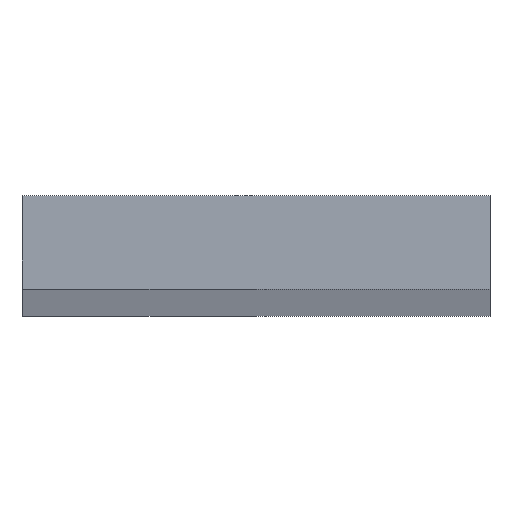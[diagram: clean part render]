
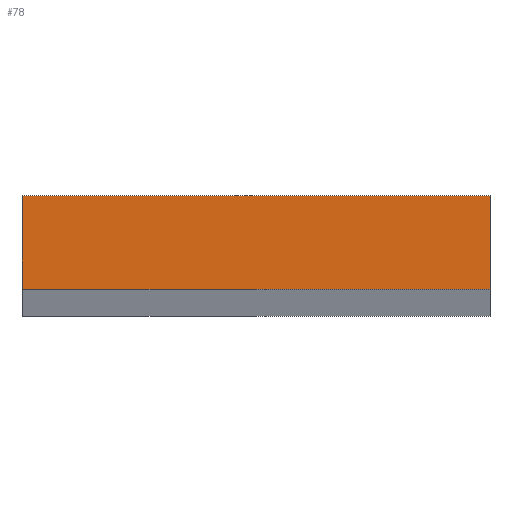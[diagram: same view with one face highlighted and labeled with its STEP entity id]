
A CAD part, top view. The second image highlights one B-rep face of the part: STEP entity #78.
In plain terms, the highlighted planar face has unit normal (0, 0, 1).
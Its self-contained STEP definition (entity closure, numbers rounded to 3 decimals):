
#15 = VECTOR ( 'NONE', #100, 1000. ) ;
#21 = FACE_OUTER_BOUND ( 'NONE', #165, .T. ) ;
#25 = AXIS2_PLACEMENT_3D ( 'NONE', #205, #178, #116 ) ;
#30 = VECTOR ( 'NONE', #128, 1000. ) ;
#35 = VECTOR ( 'NONE', #193, 1000. ) ;
#41 = VECTOR ( 'NONE', #103, 1000. ) ;
#58 = EDGE_CURVE ( 'NONE', #99, #201, #206, .T. ) ;
#60 = EDGE_CURVE ( 'NONE', #201, #95, #97, .T. ) ;
#62 = EDGE_CURVE ( 'NONE', #94, #99, #115, .T. ) ;
#78 = ADVANCED_FACE ( 'NONE', ( #21 ), #231, .T. ) ;
#84 = EDGE_CURVE ( 'NONE', #95, #94, #124, .T. ) ;
#94 = VERTEX_POINT ( 'NONE', #196 ) ;
#95 = VERTEX_POINT ( 'NONE', #207 ) ;
#97 = LINE ( 'NONE', #105, #41 ) ;
#99 = VERTEX_POINT ( 'NONE', #213 ) ;
#100 = DIRECTION ( 'NONE',  ( 0., 1., 0. ) ) ;
#103 = DIRECTION ( 'NONE',  ( -1., 0., 0. ) ) ;
#105 = CARTESIAN_POINT ( 'NONE',  ( -15., 3., 500. ) ) ;
#110 = CARTESIAN_POINT ( 'NONE',  ( -15., -3., 500. ) ) ;
#115 = LINE ( 'NONE', #110, #30 ) ;
#116 = DIRECTION ( 'NONE',  ( 1., 0., 0. ) ) ;
#124 = LINE ( 'NONE', #187, #35 ) ;
#128 = DIRECTION ( 'NONE',  ( 1., 0., 0. ) ) ;
#152 = ORIENTED_EDGE ( 'NONE', *, *, #60, .T. ) ;
#155 = ORIENTED_EDGE ( 'NONE', *, *, #58, .T. ) ;
#165 = EDGE_LOOP ( 'NONE', ( #177, #192, #155, #152 ) ) ;
#177 = ORIENTED_EDGE ( 'NONE', *, *, #84, .T. ) ;
#178 = DIRECTION ( 'NONE',  ( 0., 0., 1. ) ) ;
#187 = CARTESIAN_POINT ( 'NONE',  ( -15., 3., 500. ) ) ;
#192 = ORIENTED_EDGE ( 'NONE', *, *, #62, .T. ) ;
#193 = DIRECTION ( 'NONE',  ( 0., -1., 0. ) ) ;
#196 = CARTESIAN_POINT ( 'NONE',  ( -15., -3., 500. ) ) ;
#201 = VERTEX_POINT ( 'NONE', #211 ) ;
#203 = CARTESIAN_POINT ( 'NONE',  ( 15., 3., 500. ) ) ;
#205 = CARTESIAN_POINT ( 'NONE',  ( 0., 0., 500. ) ) ;
#206 = LINE ( 'NONE', #203, #15 ) ;
#207 = CARTESIAN_POINT ( 'NONE',  ( -15., 3., 500. ) ) ;
#211 = CARTESIAN_POINT ( 'NONE',  ( 15., 3., 500. ) ) ;
#213 = CARTESIAN_POINT ( 'NONE',  ( 15., -3., 500. ) ) ;
#231 = PLANE ( 'NONE',  #25 ) ;
